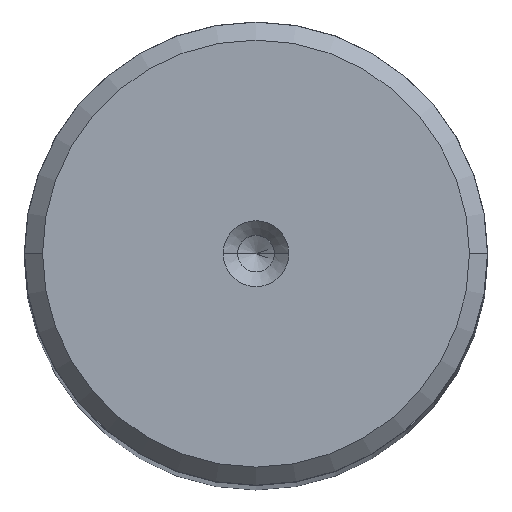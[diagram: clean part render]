
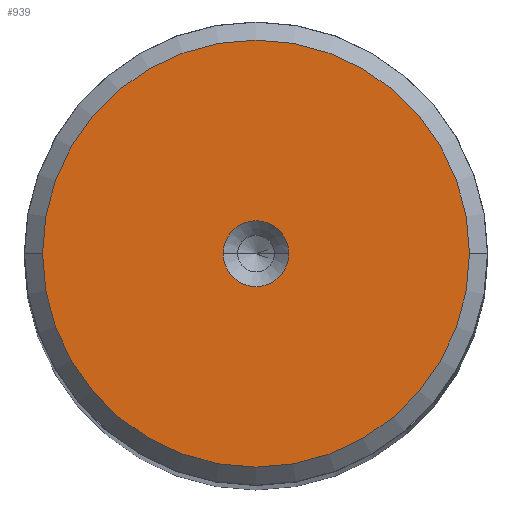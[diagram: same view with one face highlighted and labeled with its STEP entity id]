
A CAD part, top view. The second image highlights one B-rep face of the part: STEP entity #939.
In plain terms, the highlighted planar face has unit normal (0, 0, 1).
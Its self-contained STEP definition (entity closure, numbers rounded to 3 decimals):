
#33 = DIRECTION ( 'NONE',  ( 1., 0., 0. ) ) ;
#67 = ORIENTED_EDGE ( 'NONE', *, *, #985, .F. ) ;
#155 = VERTEX_POINT ( 'NONE', #2700 ) ;
#229 = CIRCLE ( 'NONE', #2612, 2.7 ) ;
#232 = CARTESIAN_POINT ( 'NONE',  ( 2.7, 0., 220. ) ) ;
#555 = CARTESIAN_POINT ( 'NONE',  ( 17.514, 0., 220. ) ) ;
#577 = CARTESIAN_POINT ( 'NONE',  ( 0., 0., 220. ) ) ;
#601 = DIRECTION ( 'NONE',  ( 0., 0., 1. ) ) ;
#645 = EDGE_LOOP ( 'NONE', ( #2236, #67 ) ) ;
#692 = EDGE_CURVE ( 'NONE', #1217, #2097, #1052, .T. ) ;
#770 = DIRECTION ( 'NONE',  ( 1., 0., 0. ) ) ;
#802 = DIRECTION ( 'NONE',  ( 1., 0., 0. ) ) ;
#880 = FACE_BOUND ( 'NONE', #645, .T. ) ;
#939 = ADVANCED_FACE ( 'NONE', ( #880, #2091 ), #955, .T. ) ;
#955 = PLANE ( 'NONE',  #2001 ) ;
#985 = EDGE_CURVE ( 'NONE', #155, #2661, #229, .T. ) ;
#1052 = CIRCLE ( 'NONE', #2593, 17.514 ) ;
#1143 = CARTESIAN_POINT ( 'NONE',  ( 0., 0., 220. ) ) ;
#1217 = VERTEX_POINT ( 'NONE', #2393 ) ;
#1224 = DIRECTION ( 'NONE',  ( 1., 0., 0. ) ) ;
#1350 = AXIS2_PLACEMENT_3D ( 'NONE', #2143, #2376, #770 ) ;
#1378 = DIRECTION ( 'NONE',  ( 0., 0., 1. ) ) ;
#1503 = EDGE_CURVE ( 'NONE', #2661, #155, #1953, .T. ) ;
#1572 = CARTESIAN_POINT ( 'NONE',  ( 0., 0., 220. ) ) ;
#1673 = ORIENTED_EDGE ( 'NONE', *, *, #692, .T. ) ;
#1795 = DIRECTION ( 'NONE',  ( 1., 0., 0. ) ) ;
#1888 = CARTESIAN_POINT ( 'NONE',  ( 0., 0., 220. ) ) ;
#1941 = ORIENTED_EDGE ( 'NONE', *, *, #2144, .T. ) ;
#1953 = CIRCLE ( 'NONE', #2652, 2.7 ) ;
#2001 = AXIS2_PLACEMENT_3D ( 'NONE', #1143, #1378, #33 ) ;
#2083 = CIRCLE ( 'NONE', #1350, 17.514 ) ;
#2091 = FACE_OUTER_BOUND ( 'NONE', #2630, .T. ) ;
#2097 = VERTEX_POINT ( 'NONE', #555 ) ;
#2143 = CARTESIAN_POINT ( 'NONE',  ( 0., 0., 220. ) ) ;
#2144 = EDGE_CURVE ( 'NONE', #2097, #1217, #2083, .T. ) ;
#2236 = ORIENTED_EDGE ( 'NONE', *, *, #1503, .F. ) ;
#2350 = DIRECTION ( 'NONE',  ( 0., 0., 1. ) ) ;
#2376 = DIRECTION ( 'NONE',  ( 0., 0., 1. ) ) ;
#2393 = CARTESIAN_POINT ( 'NONE',  ( -17.514, 0., 220. ) ) ;
#2469 = DIRECTION ( 'NONE',  ( 0., 0., 1. ) ) ;
#2593 = AXIS2_PLACEMENT_3D ( 'NONE', #1572, #2469, #1795 ) ;
#2612 = AXIS2_PLACEMENT_3D ( 'NONE', #1888, #2350, #1224 ) ;
#2630 = EDGE_LOOP ( 'NONE', ( #1673, #1941 ) ) ;
#2652 = AXIS2_PLACEMENT_3D ( 'NONE', #577, #601, #802 ) ;
#2661 = VERTEX_POINT ( 'NONE', #232 ) ;
#2700 = CARTESIAN_POINT ( 'NONE',  ( -2.7, 0., 220. ) ) ;
